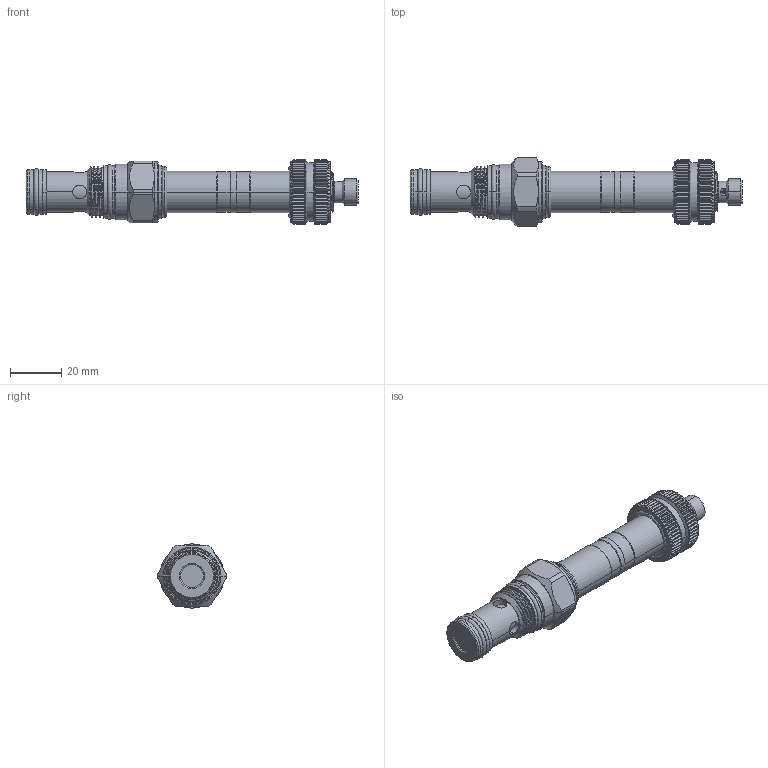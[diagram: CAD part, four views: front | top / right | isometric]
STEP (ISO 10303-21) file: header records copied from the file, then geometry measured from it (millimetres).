
FILE_DESCRIPTION (( 'STEP AP203' ), '1' );
FILE_NAME ('EP13A2C31M05.STEP', '2024-12-09T00:25:43', ( '' ), ( '' ), 'SwSTEP 2.0', 'SolidWorks 2018', '' );
FILE_SCHEMA (( 'CONFIG_CONTROL_DESIGN' ));
Length unit declared in the file: millimetre
Products named in the file (1): EP13A2C31M05
Bounding box: 129.4 x 26.7 x 25 mm (x, y, z)
Volume: 35368.4 mm3; surface area: 13903.5 mm2
Topology: 3 solids, 4 shells, 1012 faces, 2631 edges, 1659 vertices
Faces by surface type: cylinder 458, plane 369, cone 158, torus 14, bspline 13
Entity records: 38059 total; most frequent: CARTESIAN_POINT 14176, ORIENTED_EDGE 5262, DIRECTION 4722, EDGE_CURVE 2631, AXIS2_PLACEMENT_3D 1893, VERTEX_POINT 1659, EDGE_LOOP 1046, ADVANCED_FACE 1012
